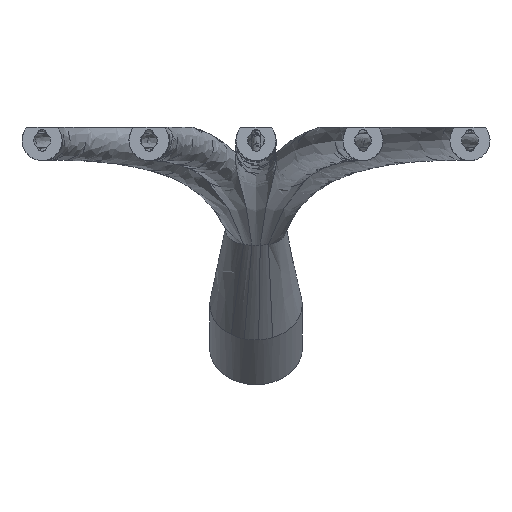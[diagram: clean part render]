
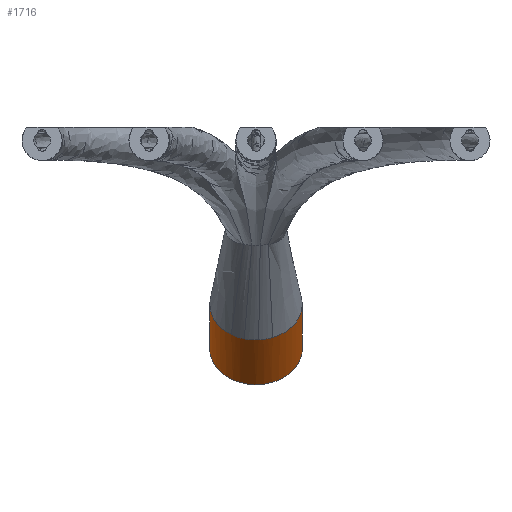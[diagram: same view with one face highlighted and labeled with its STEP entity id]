
A CAD part, front view. The second image highlights one B-rep face of the part: STEP entity #1716.
In plain terms, the highlighted cylindrical face has radius 6 mm (diameter 12 mm), a full revolution.
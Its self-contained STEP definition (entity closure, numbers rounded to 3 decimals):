
#184=FACE_OUTER_BOUND('',#287,.T.);
#287=EDGE_LOOP('',(#1558,#1559,#1560,#1561,#1562,#1563,#1564,#1565,#1566,
#1567,#1568,#1569));
#319=CIRCLE('',#1794,6.);
#320=CIRCLE('',#1795,6.);
#321=CIRCLE('',#1796,6.);
#322=CIRCLE('',#1797,6.);
#323=CIRCLE('',#1798,6.);
#324=CIRCLE('',#1799,6.);
#325=CIRCLE('',#1800,6.);
#326=CIRCLE('',#1801,6.);
#327=CIRCLE('',#1802,6.);
#328=CIRCLE('',#1803,6.);
#559=LINE('',#7289,#616);
#616=VECTOR('',#1965,6.);
#789=VERTEX_POINT('',#7286);
#790=VERTEX_POINT('',#7288);
#791=VERTEX_POINT('',#7290);
#792=VERTEX_POINT('',#7292);
#793=VERTEX_POINT('',#7294);
#794=VERTEX_POINT('',#7296);
#795=VERTEX_POINT('',#7298);
#796=VERTEX_POINT('',#7300);
#797=VERTEX_POINT('',#7302);
#798=VERTEX_POINT('',#7304);
#1050=EDGE_CURVE('',#789,#789,#319,.T.);
#1051=EDGE_CURVE('',#789,#790,#559,.T.);
#1052=EDGE_CURVE('',#790,#791,#320,.T.);
#1053=EDGE_CURVE('',#791,#792,#321,.T.);
#1054=EDGE_CURVE('',#792,#793,#322,.T.);
#1055=EDGE_CURVE('',#793,#794,#323,.T.);
#1056=EDGE_CURVE('',#794,#795,#324,.T.);
#1057=EDGE_CURVE('',#795,#796,#325,.T.);
#1058=EDGE_CURVE('',#796,#797,#326,.T.);
#1059=EDGE_CURVE('',#797,#798,#327,.T.);
#1060=EDGE_CURVE('',#798,#790,#328,.T.);
#1558=ORIENTED_EDGE('',*,*,#1050,.F.);
#1559=ORIENTED_EDGE('',*,*,#1051,.T.);
#1560=ORIENTED_EDGE('',*,*,#1052,.T.);
#1561=ORIENTED_EDGE('',*,*,#1053,.T.);
#1562=ORIENTED_EDGE('',*,*,#1054,.T.);
#1563=ORIENTED_EDGE('',*,*,#1055,.T.);
#1564=ORIENTED_EDGE('',*,*,#1056,.T.);
#1565=ORIENTED_EDGE('',*,*,#1057,.T.);
#1566=ORIENTED_EDGE('',*,*,#1058,.T.);
#1567=ORIENTED_EDGE('',*,*,#1059,.T.);
#1568=ORIENTED_EDGE('',*,*,#1060,.T.);
#1569=ORIENTED_EDGE('',*,*,#1051,.F.);
#1629=CYLINDRICAL_SURFACE('',#1793,6.);
#1716=ADVANCED_FACE('',(#184),#1629,.T.);
#1793=AXIS2_PLACEMENT_3D('',#7285,#1961,#1962);
#1794=AXIS2_PLACEMENT_3D('',#7287,#1963,#1964);
#1795=AXIS2_PLACEMENT_3D('',#7291,#1966,#1967);
#1796=AXIS2_PLACEMENT_3D('',#7293,#1968,#1969);
#1797=AXIS2_PLACEMENT_3D('',#7295,#1970,#1971);
#1798=AXIS2_PLACEMENT_3D('',#7297,#1972,#1973);
#1799=AXIS2_PLACEMENT_3D('',#7299,#1974,#1975);
#1800=AXIS2_PLACEMENT_3D('',#7301,#1976,#1977);
#1801=AXIS2_PLACEMENT_3D('',#7303,#1978,#1979);
#1802=AXIS2_PLACEMENT_3D('',#7305,#1980,#1981);
#1803=AXIS2_PLACEMENT_3D('',#7306,#1982,#1983);
#1961=DIRECTION('center_axis',(0.,0.766,-0.643));
#1962=DIRECTION('ref_axis',(-1.,0.,0.));
#1963=DIRECTION('center_axis',(0.,0.766,-0.643));
#1964=DIRECTION('ref_axis',(-1.,0.,0.));
#1965=DIRECTION('',(0.,-0.766,0.643));
#1966=DIRECTION('center_axis',(0.,0.766,-0.643));
#1967=DIRECTION('ref_axis',(1.,0.,0.));
#1968=DIRECTION('center_axis',(0.,0.766,-0.643));
#1969=DIRECTION('ref_axis',(1.,0.,0.));
#1970=DIRECTION('center_axis',(0.,0.766,-0.643));
#1971=DIRECTION('ref_axis',(1.,0.,0.));
#1972=DIRECTION('center_axis',(0.,0.766,-0.643));
#1973=DIRECTION('ref_axis',(1.,0.,0.));
#1974=DIRECTION('center_axis',(0.,0.766,-0.643));
#1975=DIRECTION('ref_axis',(1.,0.,0.));
#1976=DIRECTION('center_axis',(0.,0.766,-0.643));
#1977=DIRECTION('ref_axis',(1.,0.,0.));
#1978=DIRECTION('center_axis',(0.,0.766,-0.643));
#1979=DIRECTION('ref_axis',(1.,0.,0.));
#1980=DIRECTION('center_axis',(0.,0.766,-0.643));
#1981=DIRECTION('ref_axis',(1.,0.,0.));
#1982=DIRECTION('center_axis',(0.,0.766,-0.643));
#1983=DIRECTION('ref_axis',(1.,0.,0.));
#7285=CARTESIAN_POINT('Origin',(27.75,103.83,-23.214));
#7286=CARTESIAN_POINT('',(33.75,108.426,-27.071));
#7287=CARTESIAN_POINT('Origin',(27.75,108.426,-27.071));
#7288=CARTESIAN_POINT('',(33.75,101.532,-21.286));
#7289=CARTESIAN_POINT('',(33.75,103.83,-23.214));
#7290=CARTESIAN_POINT('',(29.91,97.934,-25.574));
#7291=CARTESIAN_POINT('Origin',(27.75,101.532,-21.286));
#7292=CARTESIAN_POINT('',(28.098,97.682,-25.874));
#7293=CARTESIAN_POINT('Origin',(27.75,101.532,-21.286));
#7294=CARTESIAN_POINT('',(26.235,97.8,-25.733));
#7295=CARTESIAN_POINT('Origin',(27.75,101.532,-21.286));
#7296=CARTESIAN_POINT('',(24.535,98.276,-25.166));
#7297=CARTESIAN_POINT('Origin',(27.75,101.532,-21.286));
#7298=CARTESIAN_POINT('',(27.677,105.389,-16.69));
#7299=CARTESIAN_POINT('Origin',(27.75,101.532,-21.286));
#7300=CARTESIAN_POINT('',(28.085,105.383,-16.696));
#7301=CARTESIAN_POINT('Origin',(27.75,101.532,-21.286));
#7302=CARTESIAN_POINT('',(28.595,105.35,-16.735));
#7303=CARTESIAN_POINT('Origin',(27.75,101.532,-21.286));
#7304=CARTESIAN_POINT('',(28.997,105.305,-16.79));
#7305=CARTESIAN_POINT('Origin',(27.75,101.532,-21.286));
#7306=CARTESIAN_POINT('Origin',(27.75,101.532,-21.286));
